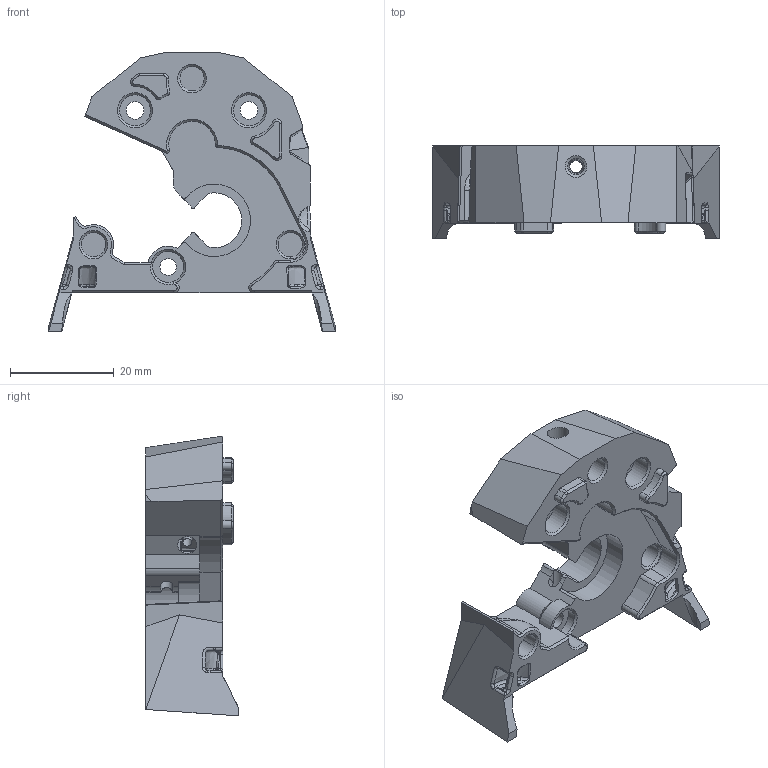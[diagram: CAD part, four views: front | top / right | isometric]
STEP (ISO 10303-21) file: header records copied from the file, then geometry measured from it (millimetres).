
FILE_DESCRIPTION(/* description */ (''),/* implementation_level */ '2;1');
FILE_NAME(/* name */ 'MidBlock modificat AMB SUPORT.step',/* time_stamp */ '2023-08-28T09:02:36+02:00',/* author */ (''),/* organization */ (''),/* preprocessor_version */ 'ST-DEVELOPER v20',/* originating_system */ 'Autodesk Translation Framework v12.9.0.99',/* authorisation */ '');
FILE_SCHEMA (('AUTOMOTIVE_DESIGN { 1 0 10303 214 3 1 1 }'));
Length unit declared in the file: millimetre
Products named in the file (1): MidBlock modificat AMB SUPORT
Bounding box: 55.37 x 17.85 x 54.01 mm (x, y, z)
Volume: 16526 mm3; surface area: 9900.9 mm2
Topology: 4 solids, 4 shells, 500 faces, 1266 edges, 777 vertices
Faces by surface type: plane 229, cylinder 121, bspline 83, cone 61, sphere 5, torus 1
Full cylindrical faces by diameter (mm): 1.7 x1, 2 x1, 2.4 x2, 3.2 x1, 3.4 x2, 4.2 x2, 4.7 x4, 6 x3
Entity records: 22181 total; most frequent: CARTESIAN_POINT 10600, ORIENTED_EDGE 2522, DIRECTION 2244, EDGE_CURVE 1261, VERTEX_POINT 776, AXIS2_PLACEMENT_3D 772, LINE 700, VECTOR 700
